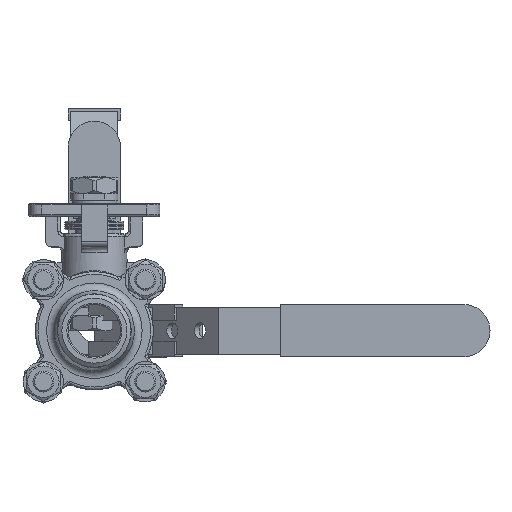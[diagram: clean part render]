
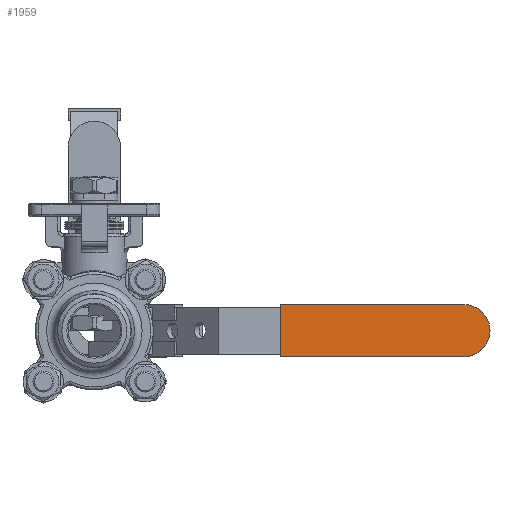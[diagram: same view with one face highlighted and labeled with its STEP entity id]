
A CAD part, top view. The second image highlights one B-rep face of the part: STEP entity #1959.
In plain terms, the highlighted planar face has unit normal (0, 0, 1).
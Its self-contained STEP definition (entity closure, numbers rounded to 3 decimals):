
#1959 = ADVANCED_FACE( '', ( #4264 ), #4265, .F. );
#4264 = FACE_OUTER_BOUND( '', #22205, .T. );
#4265 = PLANE( '', #22206 );
#22205 = EDGE_LOOP( '', ( #36813, #36814, #36815, #36816 ) );
#22206 = AXIS2_PLACEMENT_3D( '', #36817, #36818, #36819 );
#36813 = ORIENTED_EDGE( '', *, *, #40161, .T. );
#36814 = ORIENTED_EDGE( '', *, *, #40385, .T. );
#36815 = ORIENTED_EDGE( '', *, *, #41415, .T. );
#36816 = ORIENTED_EDGE( '', *, *, #41296, .F. );
#36817 = CARTESIAN_POINT( '', ( -10., 80., 2.25 ) );
#36818 = DIRECTION( '', ( 0., 0., -1. ) );
#36819 = DIRECTION( '', ( -1., 0., 0. ) );
#40161 = EDGE_CURVE( '', #43635, #43636, #43637, .F. );
#40385 = EDGE_CURVE( '', #43636, #43982, #43983, .T. );
#41296 = EDGE_CURVE( '', #43635, #45237, #45238, .T. );
#41415 = EDGE_CURVE( '', #43982, #45237, #45385, .T. );
#43635 = VERTEX_POINT( '', #51580 );
#43636 = VERTEX_POINT( '', #51581 );
#43637 = CIRCLE( '', #51582, 10. );
#43982 = VERTEX_POINT( '', #53117 );
#43983 = LINE( '', #53118, #53119 );
#45237 = VERTEX_POINT( '', #57033 );
#45238 = LINE( '', #57034, #57035 );
#45385 = LINE( '', #57443, #57444 );
#51580 = CARTESIAN_POINT( '', ( 10., 70., 2.25 ) );
#51581 = CARTESIAN_POINT( '', ( -10., 70., 2.25 ) );
#51582 = AXIS2_PLACEMENT_3D( '', #60208, #60209, #60210 );
#53117 = CARTESIAN_POINT( '', ( -10., 0., 2.25 ) );
#53118 = CARTESIAN_POINT( '', ( -10., 80., 2.25 ) );
#53119 = VECTOR( '', #60424, 1000. );
#57033 = CARTESIAN_POINT( '', ( 10., 0., 2.25 ) );
#57034 = CARTESIAN_POINT( '', ( 10., 80., 2.25 ) );
#57035 = VECTOR( '', #61242, 1000. );
#57443 = CARTESIAN_POINT( '', ( -10., 0., 2.25 ) );
#57444 = VECTOR( '', #61330, 1000. );
#60208 = CARTESIAN_POINT( '', ( 0., 70., 2.25 ) );
#60209 = DIRECTION( '', ( 0., 0., -1. ) );
#60210 = DIRECTION( '', ( -1., 0., 0. ) );
#60424 = DIRECTION( '', ( 0., -1., 0. ) );
#61242 = DIRECTION( '', ( 0., -1., 0. ) );
#61330 = DIRECTION( '', ( 1., 0., 0. ) );
